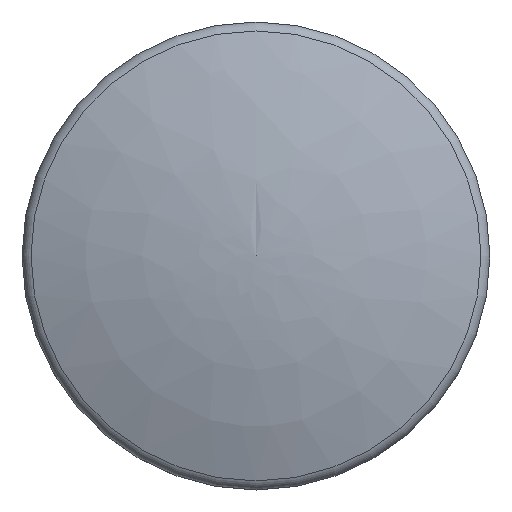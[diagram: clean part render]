
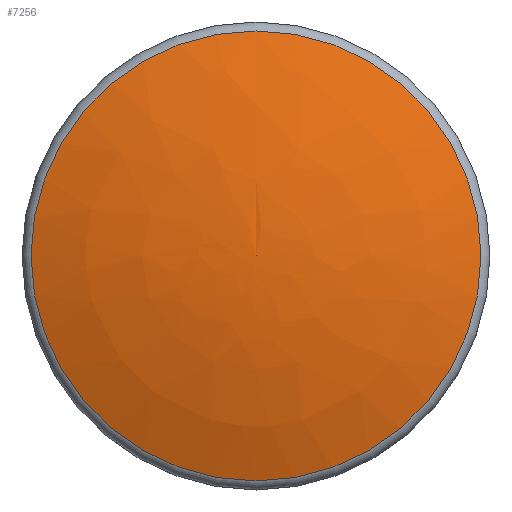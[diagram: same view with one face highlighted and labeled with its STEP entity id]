
A CAD part, top view. The second image highlights one B-rep face of the part: STEP entity #7256.
In plain terms, the highlighted free-form (B-spline) face has degree [2, 2] with [3, 9] control points.
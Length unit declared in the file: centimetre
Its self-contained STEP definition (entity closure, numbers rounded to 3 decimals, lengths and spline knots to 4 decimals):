
#15=(
BOUNDED_SURFACE()
B_SPLINE_SURFACE(2,2,((#11748,#11749,#11750,#11751,#11752,#11753,#11754,
#11755,#11756),(#11757,#11758,#11759,#11760,#11761,#11762,#11763,#11764,
#11765),(#11766,#11767,#11768,#11769,#11770,#11771,#11772,#11773,#11774)),
 .UNSPECIFIED.,.F.,.T.,.F.)
B_SPLINE_SURFACE_WITH_KNOTS((3,3),(3,2,2,2,3),(-1.5607,-1.2218),
(-3.1416,-1.5708,0.,1.5708,3.1416),
 .UNSPECIFIED.)
GEOMETRIC_REPRESENTATION_ITEM()
RATIONAL_B_SPLINE_SURFACE(((1.,0.707,1.,0.707,1.,
0.707,1.,0.707,1.),(0.986,0.697,
0.986,0.697,0.986,0.697,
0.986,0.697,0.986),(1.,0.707,
1.,0.707,1.,0.707,1.,0.707,1.)))
REPRESENTATION_ITEM('')
SURFACE()
);
#2065=FACE_OUTER_BOUND('',#2461,.T.);
#2461=EDGE_LOOP('',(#6215,#6216,#6217));
#2744=CIRCLE('',#7845,1.1539);
#2745=CIRCLE('',#7846,3.478);
#3344=VERTEX_POINT('',#11775);
#3345=VERTEX_POINT('',#11777);
#4324=EDGE_CURVE('',#3344,#3344,#2744,.T.);
#4325=EDGE_CURVE('',#3344,#3345,#2745,.T.);
#6215=ORIENTED_EDGE('',*,*,#4324,.F.);
#6216=ORIENTED_EDGE('',*,*,#4325,.T.);
#6217=ORIENTED_EDGE('',*,*,#4325,.F.);
#7256=ADVANCED_FACE('',(#2065),#15,.F.);
#7845=AXIS2_PLACEMENT_3D('',#11776,#9600,#9601);
#7846=AXIS2_PLACEMENT_3D('',#11778,#9602,#9603);
#9600=DIRECTION('center_axis',(0.,0.,
-1.));
#9601=DIRECTION('ref_axis',(1.,0.,0.));
#9602=DIRECTION('center_axis',(1.,0.,0.));
#9603=DIRECTION('ref_axis',(0.,1.,0.));
#11748=CARTESIAN_POINT('Ctrl Pts',(0.,0.,
4.1781));
#11749=CARTESIAN_POINT('Ctrl Pts',(0.,0.,
4.1781));
#11750=CARTESIAN_POINT('Ctrl Pts',(0.,0.,
4.1781));
#11751=CARTESIAN_POINT('Ctrl Pts',(0.,0.,
4.1781));
#11752=CARTESIAN_POINT('Ctrl Pts',(0.,0.,
4.1781));
#11753=CARTESIAN_POINT('Ctrl Pts',(0.,0.,
4.1781));
#11754=CARTESIAN_POINT('Ctrl Pts',(0.,0.,
4.1781));
#11755=CARTESIAN_POINT('Ctrl Pts',(0.,0.,
4.1781));
#11756=CARTESIAN_POINT('Ctrl Pts',(0.,0.,
4.1781));
#11757=CARTESIAN_POINT('Ctrl Pts',(0.,0.5949,
4.1721));
#11758=CARTESIAN_POINT('Ctrl Pts',(0.5949,0.5949,4.1721));
#11759=CARTESIAN_POINT('Ctrl Pts',(0.5949,0.,
4.1721));
#11760=CARTESIAN_POINT('Ctrl Pts',(0.5949,-0.5949,
4.1721));
#11761=CARTESIAN_POINT('Ctrl Pts',(0.,-0.5949,
4.1721));
#11762=CARTESIAN_POINT('Ctrl Pts',(-0.5949,-0.5949,
4.1721));
#11763=CARTESIAN_POINT('Ctrl Pts',(-0.5949,0.,
4.1721));
#11764=CARTESIAN_POINT('Ctrl Pts',(-0.5949,0.5949,
4.1721));
#11765=CARTESIAN_POINT('Ctrl Pts',(0.,0.5949,
4.1721));
#11766=CARTESIAN_POINT('Ctrl Pts',(0.,1.1539,
3.9686));
#11767=CARTESIAN_POINT('Ctrl Pts',(1.1539,1.1539,3.9686));
#11768=CARTESIAN_POINT('Ctrl Pts',(1.1539,0.,
3.9686));
#11769=CARTESIAN_POINT('Ctrl Pts',(1.1539,-1.1539,3.9686));
#11770=CARTESIAN_POINT('Ctrl Pts',(0.,-1.1539,
3.9686));
#11771=CARTESIAN_POINT('Ctrl Pts',(-1.1539,-1.1539,
3.9686));
#11772=CARTESIAN_POINT('Ctrl Pts',(-1.1539,0.,
3.9686));
#11773=CARTESIAN_POINT('Ctrl Pts',(-1.1539,1.1539,3.9686));
#11774=CARTESIAN_POINT('Ctrl Pts',(0.,1.1539,
3.9686));
#11775=CARTESIAN_POINT('',(0.,1.1539,3.9686));
#11776=CARTESIAN_POINT('Origin',(0.,0.,
3.9686));
#11777=CARTESIAN_POINT('',(0.,0.,4.1781));
#11778=CARTESIAN_POINT('Origin',(0.,-0.0353,
0.7003));
